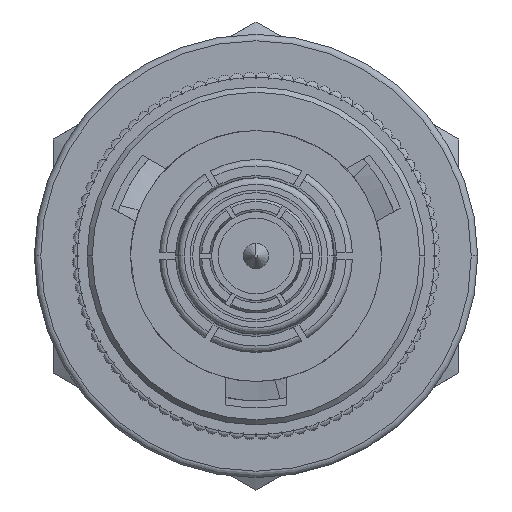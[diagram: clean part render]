
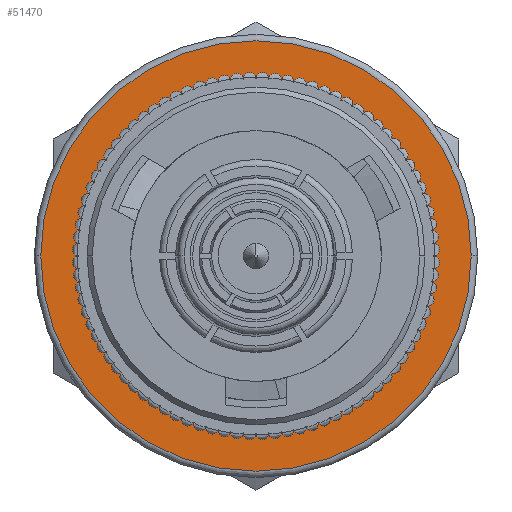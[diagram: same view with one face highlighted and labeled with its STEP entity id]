
A CAD part, left-side view. The second image highlights one B-rep face of the part: STEP entity #51470.
In plain terms, the highlighted planar face has unit normal (-1, 0, 0).
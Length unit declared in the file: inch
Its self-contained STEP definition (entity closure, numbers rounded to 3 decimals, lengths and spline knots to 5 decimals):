
#5545 = CARTESIAN_POINT ( 'NONE',  ( -0.87874, -0.34449, -0.225 ) ) ;
#5594 = VERTEX_POINT ( 'NONE', #33004 ) ;
#8032 = AXIS2_PLACEMENT_3D ( 'NONE', #15852, #33573, #47651 ) ;
#8290 = DIRECTION ( 'NONE',  ( 1., 0., 0. ) ) ;
#10248 = CARTESIAN_POINT ( 'NONE',  ( -0.87874, 0., 0. ) ) ;
#11710 = AXIS2_PLACEMENT_3D ( 'NONE', #28529, #12448, #51228 ) ;
#12264 = VERTEX_POINT ( 'NONE', #19176 ) ;
#12448 = DIRECTION ( 'NONE',  ( 1., 0., 0. ) ) ;
#14595 = EDGE_CURVE ( 'NONE', #24310, #18807, #51530, .T. ) ;
#14618 = EDGE_CURVE ( 'NONE', #12264, #18807, #56309, .T. ) ;
#15697 = DIRECTION ( 'NONE',  ( 0., 1., 0. ) ) ;
#15852 = CARTESIAN_POINT ( 'NONE',  ( -0.87874, 0., 0. ) ) ;
#16204 = AXIS2_PLACEMENT_3D ( 'NONE', #26010, #47333, #62421 ) ;
#18807 = VERTEX_POINT ( 'NONE', #58454 ) ;
#19176 = CARTESIAN_POINT ( 'NONE',  ( -0.87874, 0.10897, -0.225 ) ) ;
#19409 = VERTEX_POINT ( 'NONE', #28013 ) ;
#19747 = PLANE ( 'NONE',  #16204 ) ;
#21214 = ORIENTED_EDGE ( 'NONE', *, *, #31522, .T. ) ;
#21422 = ORIENTED_EDGE ( 'NONE', *, *, #14595, .F. ) ;
#23453 = EDGE_LOOP ( 'NONE', ( #28974, #21422, #51935, #21214 ) ) ;
#24310 = VERTEX_POINT ( 'NONE', #65193 ) ;
#26010 = CARTESIAN_POINT ( 'NONE',  ( -0.87874, 0.33449, 0. ) ) ;
#26146 = AXIS2_PLACEMENT_3D ( 'NONE', #10248, #51197, #52226 ) ;
#28013 = CARTESIAN_POINT ( 'NONE',  ( -0.87874, -0.10897, -0.225 ) ) ;
#28529 = CARTESIAN_POINT ( 'NONE',  ( -0.87874, 0., 0. ) ) ;
#28974 = ORIENTED_EDGE ( 'NONE', *, *, #14618, .T. ) ;
#29506 = VECTOR ( 'NONE', #63079, 39.37008 ) ;
#31522 = EDGE_CURVE ( 'NONE', #19409, #12264, #41909, .T. ) ;
#32032 = ORIENTED_EDGE ( 'NONE', *, *, #51183, .F. ) ;
#33004 = CARTESIAN_POINT ( 'NONE',  ( -0.87874, 0., 0.33449 ) ) ;
#33573 = DIRECTION ( 'NONE',  ( 1., 0., 0. ) ) ;
#35962 = VERTEX_POINT ( 'NONE', #55382 ) ;
#38220 = CIRCLE ( 'NONE', #8032, 0.25 ) ;
#38415 = EDGE_CURVE ( 'NONE', #24310, #19409, #38220, .T. ) ;
#38525 = CIRCLE ( 'NONE', #11710, 0.33449 ) ;
#41909 = LINE ( 'NONE', #5545, #48312 ) ;
#44650 = DIRECTION ( 'NONE',  ( 0., 0., -1. ) ) ;
#46514 = CIRCLE ( 'NONE', #55443, 0.33449 ) ;
#47321 = ORIENTED_EDGE ( 'NONE', *, *, #58149, .F. ) ;
#47333 = DIRECTION ( 'NONE',  ( 1., 0., 0. ) ) ;
#47651 = DIRECTION ( 'NONE',  ( 0., 0., -1. ) ) ;
#48312 = VECTOR ( 'NONE', #15697, 39.37008 ) ;
#49309 = EDGE_LOOP ( 'NONE', ( #47321, #32032 ) ) ;
#51183 = EDGE_CURVE ( 'NONE', #5594, #35962, #38525, .T. ) ;
#51197 = DIRECTION ( 'NONE',  ( 1., 0., 0. ) ) ;
#51228 = DIRECTION ( 'NONE',  ( 0., 0., -1. ) ) ;
#51470 = ADVANCED_FACE ( 'NONE', ( #51566, #52948 ), #19747, .F. ) ;
#51530 = LINE ( 'NONE', #57483, #29506 ) ;
#51566 = FACE_BOUND ( 'NONE', #23453, .T. ) ;
#51935 = ORIENTED_EDGE ( 'NONE', *, *, #38415, .T. ) ;
#52226 = DIRECTION ( 'NONE',  ( 0., 0., -1. ) ) ;
#52948 = FACE_OUTER_BOUND ( 'NONE', #49309, .T. ) ;
#55382 = CARTESIAN_POINT ( 'NONE',  ( -0.87874, 0., -0.33449 ) ) ;
#55443 = AXIS2_PLACEMENT_3D ( 'NONE', #66011, #8290, #44650 ) ;
#56309 = CIRCLE ( 'NONE', #26146, 0.25 ) ;
#57483 = CARTESIAN_POINT ( 'NONE',  ( -0.87874, -0.34449, 0.225 ) ) ;
#58149 = EDGE_CURVE ( 'NONE', #35962, #5594, #46514, .T. ) ;
#58454 = CARTESIAN_POINT ( 'NONE',  ( -0.87874, 0.10897, 0.225 ) ) ;
#62421 = DIRECTION ( 'NONE',  ( 0., 0., -1. ) ) ;
#63079 = DIRECTION ( 'NONE',  ( 0., 1., 0. ) ) ;
#65193 = CARTESIAN_POINT ( 'NONE',  ( -0.87874, -0.10897, 0.225 ) ) ;
#66011 = CARTESIAN_POINT ( 'NONE',  ( -0.87874, 0., 0. ) ) ;
